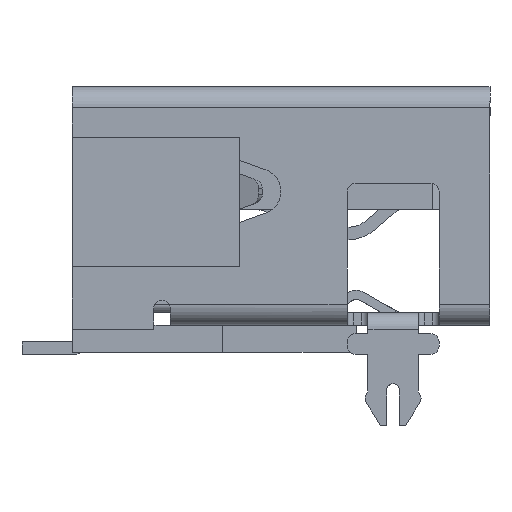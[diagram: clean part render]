
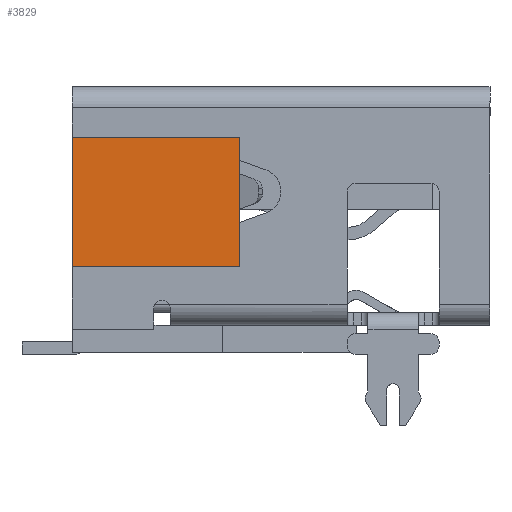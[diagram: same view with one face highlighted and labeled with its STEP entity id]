
A CAD part, left-side view. The second image highlights one B-rep face of the part: STEP entity #3829.
In plain terms, the highlighted planar face has unit normal (-1, 0, 0).
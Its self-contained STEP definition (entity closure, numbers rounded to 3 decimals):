
#126 = CARTESIAN_POINT ( 'NONE',  ( -7.3, 0.6, 1.65 ) ) ;
#1347 = ORIENTED_EDGE ( 'NONE', *, *, #2273, .T. ) ;
#1433 = LINE ( 'NONE', #24982, #2077 ) ;
#1902 = VERTEX_POINT ( 'NONE', #4155 ) ;
#2077 = VECTOR ( 'NONE', #22709, 1000. ) ;
#2273 = EDGE_CURVE ( 'NONE', #1902, #34244, #8031, .T. ) ;
#3829 = ADVANCED_FACE ( 'NONE', ( #8090 ), #21902, .T. ) ;
#3950 = DIRECTION ( 'NONE',  ( 0., 0., 1. ) ) ;
#4155 = CARTESIAN_POINT ( 'NONE',  ( -7.3, 0.6, -1.45 ) ) ;
#6753 = AXIS2_PLACEMENT_3D ( 'NONE', #126, #10904, #32227 ) ;
#8031 = LINE ( 'NONE', #20661, #29589 ) ;
#8090 = FACE_OUTER_BOUND ( 'NONE', #20521, .T. ) ;
#8371 = CARTESIAN_POINT ( 'NONE',  ( -7.3, 4.6, 1.65 ) ) ;
#8673 = VECTOR ( 'NONE', #3950, 1000. ) ;
#8839 = VERTEX_POINT ( 'NONE', #23105 ) ;
#8970 = CARTESIAN_POINT ( 'NONE',  ( -7.3, 0.6, 1.65 ) ) ;
#10904 = DIRECTION ( 'NONE',  ( -1., 0., 0. ) ) ;
#11857 = LINE ( 'NONE', #25630, #32711 ) ;
#14469 = LINE ( 'NONE', #27863, #8673 ) ;
#16838 = ORIENTED_EDGE ( 'NONE', *, *, #32650, .F. ) ;
#20521 = EDGE_LOOP ( 'NONE', ( #16838, #23661, #1347, #22587 ) ) ;
#20661 = CARTESIAN_POINT ( 'NONE',  ( -7.3, 0.6, 1.65 ) ) ;
#21902 = PLANE ( 'NONE',  #6753 ) ;
#22044 = EDGE_CURVE ( 'NONE', #34244, #33975, #1433, .T. ) ;
#22147 = DIRECTION ( 'NONE',  ( 0., 1., 0. ) ) ;
#22195 = EDGE_CURVE ( 'NONE', #1902, #8839, #11857, .T. ) ;
#22587 = ORIENTED_EDGE ( 'NONE', *, *, #22044, .T. ) ;
#22709 = DIRECTION ( 'NONE',  ( 0., 1., 0. ) ) ;
#23105 = CARTESIAN_POINT ( 'NONE',  ( -7.3, 4.6, -1.45 ) ) ;
#23661 = ORIENTED_EDGE ( 'NONE', *, *, #22195, .F. ) ;
#24982 = CARTESIAN_POINT ( 'NONE',  ( -7.3, 0.6, 1.65 ) ) ;
#25630 = CARTESIAN_POINT ( 'NONE',  ( -7.3, 0.6, -1.45 ) ) ;
#26062 = DIRECTION ( 'NONE',  ( 0., 0., 1. ) ) ;
#27863 = CARTESIAN_POINT ( 'NONE',  ( -7.3, 4.6, 1.65 ) ) ;
#29589 = VECTOR ( 'NONE', #26062, 1000. ) ;
#32227 = DIRECTION ( 'NONE',  ( 0., 0., -1. ) ) ;
#32650 = EDGE_CURVE ( 'NONE', #8839, #33975, #14469, .T. ) ;
#32711 = VECTOR ( 'NONE', #22147, 1000. ) ;
#33975 = VERTEX_POINT ( 'NONE', #8371 ) ;
#34244 = VERTEX_POINT ( 'NONE', #8970 ) ;
